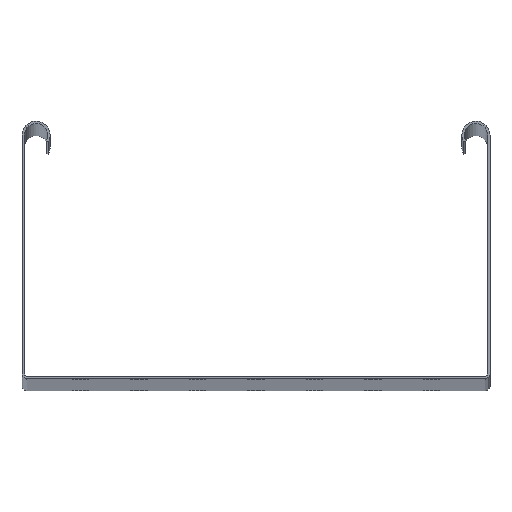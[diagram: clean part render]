
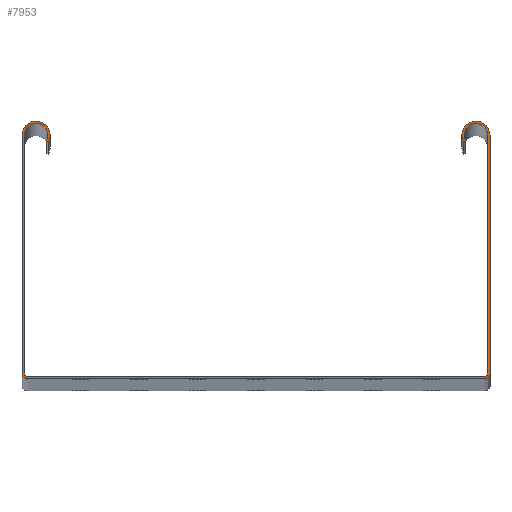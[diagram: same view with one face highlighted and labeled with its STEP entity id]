
A CAD part, top view. The second image highlights one B-rep face of the part: STEP entity #7953.
In plain terms, the highlighted planar face has unit normal (0, 0, 1).
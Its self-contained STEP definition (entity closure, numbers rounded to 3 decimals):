
#3162=CARTESIAN_POINT('',(-94.,103.,1500.));
#3163=DIRECTION('',(0.,0.,1.));
#3164=DIRECTION('',(0.866,-0.5,0.));
#3165=AXIS2_PLACEMENT_3D('',#3162,#3163,#3164);
#3167=DIRECTION('',(0.866,-0.5,0.));
#3168=VECTOR('',#3167,1.);
#3169=CARTESIAN_POINT('',(-89.67,100.5,1500.));
#3170=LINE('',#3169,#3168);
#3171=CARTESIAN_POINT('',(-94.,103.,1500.));
#3172=DIRECTION('',(0.,0.,-1.));
#3173=DIRECTION('',(-1.,0.,0.));
#3174=AXIS2_PLACEMENT_3D('',#3171,#3172,#3173);
#3176=DIRECTION('',(0.,1.,0.));
#3177=VECTOR('',#3176,102.);
#3178=CARTESIAN_POINT('',(-99.,1.,1500.));
#3179=LINE('',#3178,#3177);
#3180=CARTESIAN_POINT('',(-98.,1.,1500.));
#3181=DIRECTION('',(0.,0.,-1.));
#3182=DIRECTION('',(0.,-1.,0.));
#3183=AXIS2_PLACEMENT_3D('',#3180,#3181,#3182);
#3185=DIRECTION('',(-1.,0.,0.));
#3186=VECTOR('',#3185,196.);
#3187=CARTESIAN_POINT('',(98.,0.,1500.));
#3188=LINE('',#3187,#3186);
#3189=CARTESIAN_POINT('',(98.,1.,1500.));
#3190=DIRECTION('',(0.,0.,-1.));
#3191=DIRECTION('',(1.,0.,0.));
#3192=AXIS2_PLACEMENT_3D('',#3189,#3190,#3191);
#3194=DIRECTION('',(0.,-1.,0.));
#3195=VECTOR('',#3194,102.);
#3196=CARTESIAN_POINT('',(99.,103.,1500.));
#3197=LINE('',#3196,#3195);
#3198=CARTESIAN_POINT('',(94.,103.,1500.));
#3199=DIRECTION('',(0.,0.,-1.));
#3200=DIRECTION('',(-0.866,-0.5,0.));
#3201=AXIS2_PLACEMENT_3D('',#3198,#3199,#3200);
#3203=DIRECTION('',(0.866,0.5,0.));
#3204=VECTOR('',#3203,1.);
#3205=CARTESIAN_POINT('',(88.804,100.,1500.));
#3206=LINE('',#3205,#3204);
#3207=CARTESIAN_POINT('',(94.,103.,1500.));
#3208=DIRECTION('',(0.,0.,1.));
#3209=DIRECTION('',(1.,0.,0.));
#3210=AXIS2_PLACEMENT_3D('',#3207,#3208,#3209);
#3212=DIRECTION('',(0.,1.,0.));
#3213=VECTOR('',#3212,102.);
#3214=CARTESIAN_POINT('',(100.,1.,1500.));
#3215=LINE('',#3214,#3213);
#3216=CARTESIAN_POINT('',(98.,1.,1500.));
#3217=DIRECTION('',(0.,0.,1.));
#3218=DIRECTION('',(0.,-1.,0.));
#3219=AXIS2_PLACEMENT_3D('',#3216,#3217,#3218);
#3221=DIRECTION('',(1.,0.,0.));
#3222=VECTOR('',#3221,196.);
#3223=CARTESIAN_POINT('',(-98.,-1.,1500.));
#3224=LINE('',#3223,#3222);
#3225=CARTESIAN_POINT('',(-98.,1.,1500.));
#3226=DIRECTION('',(0.,0.,1.));
#3227=DIRECTION('',(-1.,0.,0.));
#3228=AXIS2_PLACEMENT_3D('',#3225,#3226,#3227);
#3230=DIRECTION('',(0.,-1.,0.));
#3231=VECTOR('',#3230,102.);
#3232=CARTESIAN_POINT('',(-100.,103.,1500.));
#3233=LINE('',#3232,#3231);
#4610=CARTESIAN_POINT('',(-88.804,100.,1500.));
#4611=CARTESIAN_POINT('',(-100.,103.,1500.));
#4612=VERTEX_POINT('',#4610);
#4613=VERTEX_POINT('',#4611);
#4614=CARTESIAN_POINT('',(-100.,1.,1500.));
#4615=VERTEX_POINT('',#4614);
#4616=CARTESIAN_POINT('',(-98.,-1.,1500.));
#4617=VERTEX_POINT('',#4616);
#4618=CARTESIAN_POINT('',(98.,-1.,1500.));
#4619=VERTEX_POINT('',#4618);
#4620=CARTESIAN_POINT('',(100.,1.,1500.));
#4621=VERTEX_POINT('',#4620);
#4622=CARTESIAN_POINT('',(100.,103.,1500.));
#4623=VERTEX_POINT('',#4622);
#4624=CARTESIAN_POINT('',(88.804,100.,1500.));
#4625=VERTEX_POINT('',#4624);
#4626=CARTESIAN_POINT('',(89.67,100.5,1500.));
#4627=VERTEX_POINT('',#4626);
#4628=CARTESIAN_POINT('',(99.,103.,1500.));
#4629=VERTEX_POINT('',#4628);
#4630=CARTESIAN_POINT('',(99.,1.,1500.));
#4631=VERTEX_POINT('',#4630);
#4632=CARTESIAN_POINT('',(98.,0.,1500.));
#4633=VERTEX_POINT('',#4632);
#4634=CARTESIAN_POINT('',(-98.,0.,1500.));
#4635=VERTEX_POINT('',#4634);
#4636=CARTESIAN_POINT('',(-99.,1.,1500.));
#4637=VERTEX_POINT('',#4636);
#4638=CARTESIAN_POINT('',(-99.,103.,1500.));
#4639=VERTEX_POINT('',#4638);
#4640=CARTESIAN_POINT('',(-89.67,100.5,1500.));
#4641=VERTEX_POINT('',#4640);
#7930=CARTESIAN_POINT('',(0.,0.,1500.));
#7931=DIRECTION('',(0.,0.,1.));
#7932=DIRECTION('',(1.,0.,0.));
#7933=AXIS2_PLACEMENT_3D('',#7930,#7931,#7932);
#7934=PLANE('',#7933);
#7935=ORIENTED_EDGE('',*,*,#6034,.F.);
#7936=ORIENTED_EDGE('',*,*,#6049,.F.);
#7937=ORIENTED_EDGE('',*,*,#6063,.F.);
#7938=ORIENTED_EDGE('',*,*,#6077,.F.);
#7939=ORIENTED_EDGE('',*,*,#6331,.F.);
#7940=ORIENTED_EDGE('',*,*,#6345,.F.);
#7941=ORIENTED_EDGE('',*,*,#6719,.F.);
#7942=ORIENTED_EDGE('',*,*,#6733,.F.);
#7943=ORIENTED_EDGE('',*,*,#6987,.F.);
#7944=ORIENTED_EDGE('',*,*,#7001,.F.);
#7945=ORIENTED_EDGE('',*,*,#7015,.F.);
#7946=ORIENTED_EDGE('',*,*,#7029,.F.);
#7947=ORIENTED_EDGE('',*,*,#7283,.F.);
#7948=ORIENTED_EDGE('',*,*,#7297,.F.);
#7949=ORIENTED_EDGE('',*,*,#7671,.F.);
#7950=ORIENTED_EDGE('',*,*,#7684,.F.);
#7951=EDGE_LOOP('',(#7935,#7936,#7937,#7938,#7939,#7940,#7941,#7942,#7943,#7944,
#7945,#7946,#7947,#7948,#7949,#7950));
#7952=FACE_OUTER_BOUND('',#7951,.F.);
#7953=ADVANCED_FACE('',(#7952),#7934,.T.);
#3166=CIRCLE('',#3165,6.);
#3175=CIRCLE('',#3174,5.);
#3184=CIRCLE('',#3183,1.);
#3193=CIRCLE('',#3192,1.);
#3202=CIRCLE('',#3201,5.);
#3211=CIRCLE('',#3210,6.);
#3220=CIRCLE('',#3219,2.);
#3229=CIRCLE('',#3228,2.);
#6034=EDGE_CURVE('',#4612,#4613,#3166,.T.);
#6049=EDGE_CURVE('',#4641,#4612,#3170,.T.);
#6063=EDGE_CURVE('',#4639,#4641,#3175,.T.);
#6077=EDGE_CURVE('',#4637,#4639,#3179,.T.);
#6331=EDGE_CURVE('',#4635,#4637,#3184,.T.);
#6345=EDGE_CURVE('',#4633,#4635,#3188,.T.);
#6719=EDGE_CURVE('',#4631,#4633,#3193,.T.);
#6733=EDGE_CURVE('',#4629,#4631,#3197,.T.);
#6987=EDGE_CURVE('',#4627,#4629,#3202,.T.);
#7001=EDGE_CURVE('',#4625,#4627,#3206,.T.);
#7015=EDGE_CURVE('',#4623,#4625,#3211,.T.);
#7029=EDGE_CURVE('',#4621,#4623,#3215,.T.);
#7283=EDGE_CURVE('',#4619,#4621,#3220,.T.);
#7297=EDGE_CURVE('',#4617,#4619,#3224,.T.);
#7671=EDGE_CURVE('',#4615,#4617,#3229,.T.);
#7684=EDGE_CURVE('',#4613,#4615,#3233,.T.);
